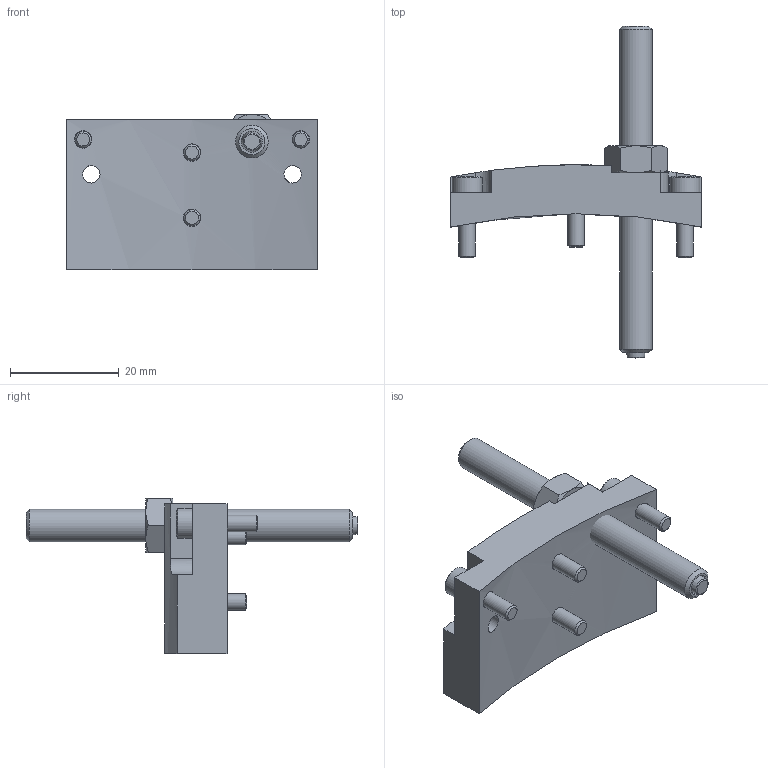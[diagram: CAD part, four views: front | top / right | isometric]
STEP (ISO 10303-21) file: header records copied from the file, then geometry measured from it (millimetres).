
FILE_DESCRIPTION(/* description */ ('STEP AP214'),/* implementation_level */ '2;1');
FILE_NAME(/* name */ '539092_HGPL-HR-14',/* time_stamp */ '2024-08-24T08:20:40+02:00',/* author */ ('License CC BY-ND 4.0'),/* organization */ ('CADENAS'),/* preprocessor_version */ 'ST-DEVELOPER v19.3',/* originating_system */ 'PARTsolutions',/* authorisation */ ' ');
FILE_SCHEMA (('AUTOMOTIVE_DESIGN {1 0 10303 214 3 1 1}'));
Length unit declared in the file: millimetre
Products named in the file (5): 539092 HGPL-HR-14; 539092 HGPL-HR-14---(25PL); DIN-912 - M3x12(F); DIN 934 - M6(F); HGPL M6x61---(B)
Assembly tree (7 placements, depth 2):
  539092 HGPL-HR-14
    539092 HGPL-HR-14---(25PL)
    DIN-912 - M3x12(F)  x4
    DIN 934 - M6(F)
    HGPL M6x61---(B)
Bounding box: 46 x 61 x 28.5 mm (x, y, z)
Volume: 12712.8 mm3; surface area: 6851.8 mm2
Topology: 7 solids, 7 shells, 174 faces, 362 edges, 210 vertices
Faces by surface type: plane 92, cone 52, cylinder 29, torus 1
Full cylindrical faces by diameter (mm): 3 x4, 3.2 x6, 3.9 x1, 4.917 x2, 5.5 x4, 5.9 x2, 6 x1
Entity records: 2693 total; most frequent: CARTESIAN_POINT 570, DIRECTION 390, ORIENTED_EDGE 336, EDGE_CURVE 168, AXIS2_PLACEMENT_3D 156, FACE_BOUND 140, EDGE_LOOP 139, VERTEX_POINT 120
